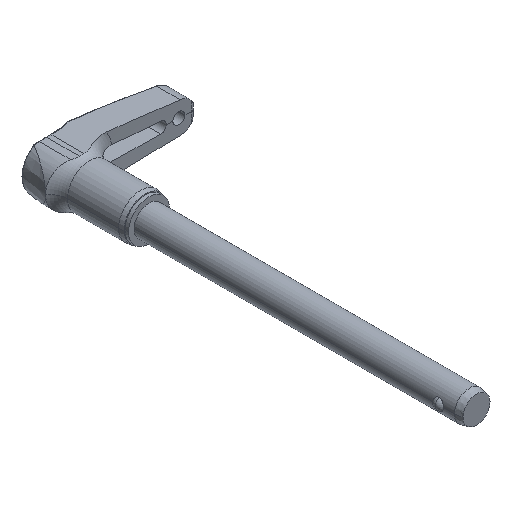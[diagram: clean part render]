
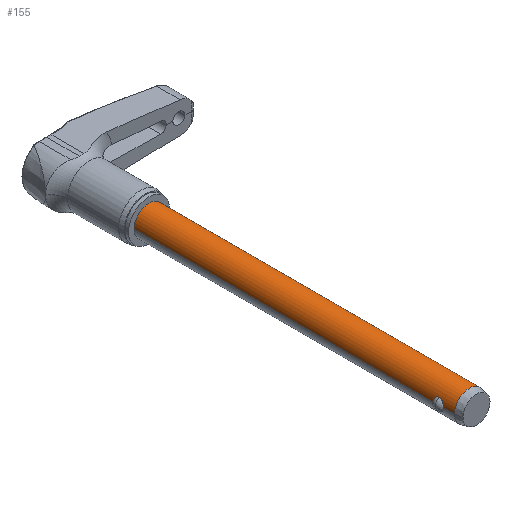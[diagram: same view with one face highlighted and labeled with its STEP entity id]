
A CAD part, isometric view. The second image highlights one B-rep face of the part: STEP entity #155.
In plain terms, the highlighted cylindrical face has radius 5 mm (diameter 10 mm), a partial arc.
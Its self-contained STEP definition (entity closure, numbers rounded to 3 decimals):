
#155=ADVANCED_FACE('',(#349),#350,.T.);
#349=FACE_OUTER_BOUND('',#581,.T.);
#350=CYLINDRICAL_SURFACE('',#582,5.0);
#581=EDGE_LOOP('',(#1066,#1067,#1068,#1069,#1070,#1071,#1072,#1073,#1074,#1075));
#582=AXIS2_PLACEMENT_3D('',#1076,#1077,#1078);
#1066=ORIENTED_EDGE('',*,*,#1603,.T.);
#1067=ORIENTED_EDGE('',*,*,#1626,.T.);
#1068=ORIENTED_EDGE('',*,*,#1619,.T.);
#1069=ORIENTED_EDGE('',*,*,#1610,.T.);
#1070=ORIENTED_EDGE('',*,*,#1632,.F.);
#1071=ORIENTED_EDGE('',*,*,#1608,.T.);
#1072=ORIENTED_EDGE('',*,*,#1622,.T.);
#1073=ORIENTED_EDGE('',*,*,#1624,.T.);
#1074=ORIENTED_EDGE('',*,*,#1605,.T.);
#1075=ORIENTED_EDGE('',*,*,#1630,.T.);
#1076=CARTESIAN_POINT('',(0.0,-53.6,0.0));
#1077=DIRECTION('',(-0.0,1.0,0.0));
#1078=DIRECTION('',(1.0,0.0,0.0));
#1603=EDGE_CURVE('',#1957,#1958,#1959,.T.);
#1605=EDGE_CURVE('',#1962,#1960,#1963,.T.);
#1608=EDGE_CURVE('',#1968,#1966,#1969,.T.);
#1610=EDGE_CURVE('',#1972,#1970,#1973,.T.);
#1619=EDGE_CURVE('',#1984,#1972,#1986,.T.);
#1622=EDGE_CURVE('',#1966,#1988,#1990,.T.);
#1624=EDGE_CURVE('',#1988,#1962,#1992,.T.);
#1626=EDGE_CURVE('',#1958,#1984,#1994,.T.);
#1630=EDGE_CURVE('',#1960,#1957,#1998,.T.);
#1632=EDGE_CURVE('',#1968,#1970,#2000,.T.);
#1957=VERTEX_POINT('',#2733);
#1958=VERTEX_POINT('',#2734);
#1959=LINE('',#2735,#2736);
#1960=VERTEX_POINT('',#2737);
#1962=VERTEX_POINT('',#2739);
#1963=LINE('',#2740,#2741);
#1966=VERTEX_POINT('',#2761);
#1968=VERTEX_POINT('',#2780);
#1969=LINE('',#2781,#2782);
#1970=VERTEX_POINT('',#2783);
#1972=VERTEX_POINT('',#2785);
#1973=LINE('',#2786,#2787);
#1984=VERTEX_POINT('',#2834);
#1986=B_SPLINE_CURVE_WITH_KNOTS('',3,(#2836,#2837,#2838,#2839,#2840,#2841,#2842,#2843,#2844,#2845,#2846,#2847,#2848,#2849,#2850,#2851,#2852,#2853),.UNSPECIFIED.,.F.,.F.,(4,2,2,2,2,2,2,2,4),(5.497,5.794,6.092,6.389,6.687,6.975,7.263,7.754,8.245),.UNSPECIFIED.);
#1988=VERTEX_POINT('',#2855);
#1990=B_SPLINE_CURVE_WITH_KNOTS('',3,(#2857,#2858,#2859,#2860,#2861,#2862,#2863,#2864,#2865,#2866,#2867,#2868,#2869,#2870,#2871,#2872,#2873,#2874),.UNSPECIFIED.,.F.,.F.,(4,2,2,2,2,2,2,2,4),(8.245,8.736,9.227,9.515,9.803,10.1,10.398,10.696,10.993),.UNSPECIFIED.);
#1992=B_SPLINE_CURVE_WITH_KNOTS('',3,(#2876,#2877,#2878,#2879,#2880,#2881,#2882,#2883,#2884,#2885,#2886,#2887,#2888,#2889,#2890,#2891,#2892,#2893),.UNSPECIFIED.,.F.,.F.,(4,2,2,2,2,2,2,2,4),(0.0,0.298,0.595,0.893,1.19,1.478,1.766,2.257,2.748),.UNSPECIFIED.);
#1994=B_SPLINE_CURVE_WITH_KNOTS('',3,(#2895,#2896,#2897,#2898,#2899,#2900,#2901,#2902,#2903,#2904,#2905,#2906,#2907,#2908,#2909,#2910,#2911,#2912),.UNSPECIFIED.,.F.,.F.,(4,2,2,2,2,2,2,2,4),(2.748,3.239,3.73,4.018,4.306,4.604,4.901,5.199,5.497),.UNSPECIFIED.);
#1998=CIRCLE('',#2916,5.0);
#2000=CIRCLE('',#2918,5.0);
#2733=CARTESIAN_POINT('',(5.0,-107.2,0.0));
#2734=CARTESIAN_POINT('',(5.0,-103.464,0.));
#2735=CARTESIAN_POINT('',(5.0,-53.6,0.));
#2736=VECTOR('',#3525,1.0);
#2737=CARTESIAN_POINT('',(-5.0,-107.2,0.));
#2739=CARTESIAN_POINT('',(-5.0,-103.464,0.));
#2740=CARTESIAN_POINT('',(-5.0,-53.6,0.));
#2741=VECTOR('',#3529,1.0);
#2761=CARTESIAN_POINT('',(-5.0,-100.0,0.));
#2780=CARTESIAN_POINT('',(-5.0,0.,0.));
#2781=CARTESIAN_POINT('',(-5.0,-53.6,0.));
#2782=VECTOR('',#3530,1.0);
#2783=CARTESIAN_POINT('',(5.0,0.0,0.0));
#2785=CARTESIAN_POINT('',(5.0,-100.0,0.));
#2786=CARTESIAN_POINT('',(5.0,-53.6,0.));
#2787=VECTOR('',#3534,1.0);
#2834=CARTESIAN_POINT('',(4.625,-101.732,1.9));
#2836=CARTESIAN_POINT('',(4.625,-101.732,1.9));
#2837=CARTESIAN_POINT('',(4.625,-101.633,1.9));
#2838=CARTESIAN_POINT('',(4.629,-101.53,1.891));
#2839=CARTESIAN_POINT('',(4.644,-101.327,1.852));
#2840=CARTESIAN_POINT('',(4.656,-101.226,1.823));
#2841=CARTESIAN_POINT('',(4.685,-101.031,1.747));
#2842=CARTESIAN_POINT('',(4.703,-100.938,1.699));
#2843=CARTESIAN_POINT('',(4.741,-100.765,1.589));
#2844=CARTESIAN_POINT('',(4.762,-100.684,1.527));
#2845=CARTESIAN_POINT('',(4.801,-100.543,1.398));
#2846=CARTESIAN_POINT('',(4.823,-100.473,1.323));
#2847=CARTESIAN_POINT('',(4.864,-100.347,1.16));
#2848=CARTESIAN_POINT('',(4.884,-100.291,1.073));
#2849=CARTESIAN_POINT('',(4.93,-100.169,0.849));
#2850=CARTESIAN_POINT('',(4.956,-100.104,0.684));
#2851=CARTESIAN_POINT('',(4.991,-100.02,0.341));
#2852=CARTESIAN_POINT('',(5.0,-100.0,0.164));
#2853=CARTESIAN_POINT('',(5.0,-100.0,0.));
#2855=CARTESIAN_POINT('',(-4.625,-101.732,1.9));
#2857=CARTESIAN_POINT('',(-5.0,-100.0,0.));
#2858=CARTESIAN_POINT('',(-5.0,-100.0,0.164));
#2859=CARTESIAN_POINT('',(-4.991,-100.02,0.341));
#2860=CARTESIAN_POINT('',(-4.956,-100.104,0.684));
#2861=CARTESIAN_POINT('',(-4.93,-100.169,0.849));
#2862=CARTESIAN_POINT('',(-4.884,-100.291,1.073));
#2863=CARTESIAN_POINT('',(-4.864,-100.347,1.16));
#2864=CARTESIAN_POINT('',(-4.823,-100.473,1.323));
#2865=CARTESIAN_POINT('',(-4.801,-100.543,1.398));
#2866=CARTESIAN_POINT('',(-4.762,-100.684,1.527));
#2867=CARTESIAN_POINT('',(-4.741,-100.765,1.589));
#2868=CARTESIAN_POINT('',(-4.703,-100.938,1.699));
#2869=CARTESIAN_POINT('',(-4.685,-101.031,1.747));
#2870=CARTESIAN_POINT('',(-4.656,-101.226,1.823));
#2871=CARTESIAN_POINT('',(-4.644,-101.327,1.852));
#2872=CARTESIAN_POINT('',(-4.629,-101.53,1.891));
#2873=CARTESIAN_POINT('',(-4.625,-101.633,1.9));
#2874=CARTESIAN_POINT('',(-4.625,-101.732,1.9));
#2876=CARTESIAN_POINT('',(-4.625,-101.732,1.9));
#2877=CARTESIAN_POINT('',(-4.625,-101.831,1.9));
#2878=CARTESIAN_POINT('',(-4.629,-101.934,1.891));
#2879=CARTESIAN_POINT('',(-4.644,-102.137,1.852));
#2880=CARTESIAN_POINT('',(-4.656,-102.239,1.823));
#2881=CARTESIAN_POINT('',(-4.685,-102.433,1.747));
#2882=CARTESIAN_POINT('',(-4.703,-102.526,1.699));
#2883=CARTESIAN_POINT('',(-4.741,-102.7,1.589));
#2884=CARTESIAN_POINT('',(-4.762,-102.78,1.527));
#2885=CARTESIAN_POINT('',(-4.801,-102.921,1.398));
#2886=CARTESIAN_POINT('',(-4.823,-102.991,1.323));
#2887=CARTESIAN_POINT('',(-4.864,-103.117,1.16));
#2888=CARTESIAN_POINT('',(-4.884,-103.173,1.073));
#2889=CARTESIAN_POINT('',(-4.93,-103.295,0.849));
#2890=CARTESIAN_POINT('',(-4.956,-103.36,0.684));
#2891=CARTESIAN_POINT('',(-4.991,-103.444,0.341));
#2892=CARTESIAN_POINT('',(-5.0,-103.464,0.164));
#2893=CARTESIAN_POINT('',(-5.0,-103.464,0.));
#2895=CARTESIAN_POINT('',(5.0,-103.464,0.0));
#2896=CARTESIAN_POINT('',(5.0,-103.464,0.164));
#2897=CARTESIAN_POINT('',(4.991,-103.444,0.341));
#2898=CARTESIAN_POINT('',(4.956,-103.36,0.684));
#2899=CARTESIAN_POINT('',(4.93,-103.295,0.849));
#2900=CARTESIAN_POINT('',(4.884,-103.173,1.073));
#2901=CARTESIAN_POINT('',(4.864,-103.117,1.16));
#2902=CARTESIAN_POINT('',(4.823,-102.991,1.323));
#2903=CARTESIAN_POINT('',(4.801,-102.921,1.398));
#2904=CARTESIAN_POINT('',(4.762,-102.78,1.527));
#2905=CARTESIAN_POINT('',(4.741,-102.7,1.589));
#2906=CARTESIAN_POINT('',(4.703,-102.526,1.699));
#2907=CARTESIAN_POINT('',(4.685,-102.433,1.747));
#2908=CARTESIAN_POINT('',(4.656,-102.239,1.823));
#2909=CARTESIAN_POINT('',(4.644,-102.137,1.852));
#2910=CARTESIAN_POINT('',(4.629,-101.934,1.891));
#2911=CARTESIAN_POINT('',(4.625,-101.831,1.9));
#2912=CARTESIAN_POINT('',(4.625,-101.732,1.9));
#2916=AXIS2_PLACEMENT_3D('',#3549,#3550,#3551);
#2918=AXIS2_PLACEMENT_3D('',#3552,#3553,#3554);
#3525=DIRECTION('',(0.0,1.0,0.0));
#3529=DIRECTION('',(-0.0,-1.0,-0.0));
#3530=DIRECTION('',(-0.0,-1.0,-0.0));
#3534=DIRECTION('',(0.0,1.0,0.0));
#3549=CARTESIAN_POINT('',(0.0,-107.2,0.0));
#3550=DIRECTION('',(-0.0,1.0,0.0));
#3551=DIRECTION('',(1.0,0.0,0.0));
#3552=CARTESIAN_POINT('',(0.0,0.0,0.0));
#3553=DIRECTION('',(-0.0,1.0,0.));
#3554=DIRECTION('',(1.0,0.0,0.0));
